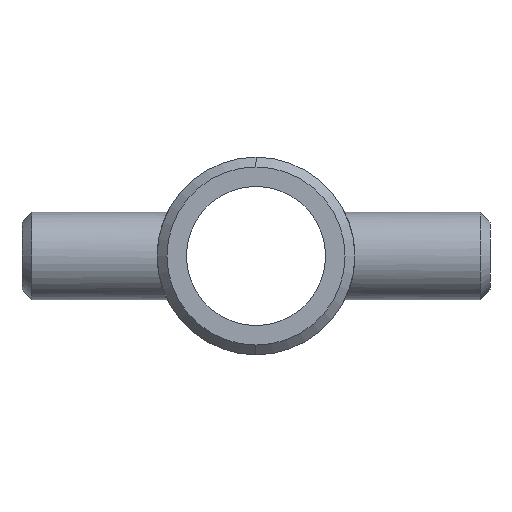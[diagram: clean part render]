
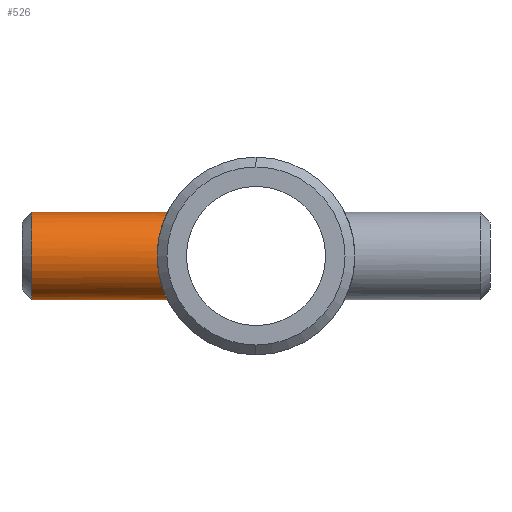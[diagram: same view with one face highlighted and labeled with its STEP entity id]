
A CAD part, left-side view. The second image highlights one B-rep face of the part: STEP entity #526.
In plain terms, the highlighted cylindrical face has radius 10.668 mm (diameter 21.336 mm), a partial arc.
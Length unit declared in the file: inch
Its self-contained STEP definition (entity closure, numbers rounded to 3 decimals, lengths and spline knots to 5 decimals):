
#10 = CARTESIAN_POINT ( 'NONE',  ( -0.34109, 0.91782, -0.24545 ) ) ;
#39 = CARTESIAN_POINT ( 'NONE',  ( -0.41654, 0.94847, 0.05562 ) ) ;
#44 = CARTESIAN_POINT ( 'NONE',  ( -0.17431, 0.86967, 0.38237 ) ) ;
#81 = CARTESIAN_POINT ( 'NONE',  ( 0., 2.15633, 0. ) ) ;
#88 = CARTESIAN_POINT ( 'NONE',  ( -0.30652, 0.90552, -0.28745 ) ) ;
#92 = CARTESIAN_POINT ( 'NONE',  ( -0.31561, 0.90865, -0.27744 ) ) ;
#110 = CARTESIAN_POINT ( 'NONE',  ( -0.3769, 0.9317, -0.18733 ) ) ;
#113 = ORIENTED_EDGE ( 'NONE', *, *, #602, .T. ) ;
#125 = CARTESIAN_POINT ( 'NONE',  ( -0.25656, 0.88963, 0.33365 ) ) ;
#130 = CARTESIAN_POINT ( 'NONE',  ( -0.11028, 0.85879, 0.40623 ) ) ;
#134 = CARTESIAN_POINT ( 'NONE',  ( -0.33337, 0.9149, 0.25692 ) ) ;
#161 = VERTEX_POINT ( 'NONE', #1057 ) ;
#181 = VERTEX_POINT ( 'NONE', #484 ) ;
#182 = CARTESIAN_POINT ( 'NONE',  ( 0., 0.85212, -0.42 ) ) ;
#189 = CARTESIAN_POINT ( 'NONE',  ( -0.1494, 0.86502, -0.39277 ) ) ;
#199 = EDGE_CURVE ( 'NONE', #684, #439, #262, .T. ) ;
#204 = CARTESIAN_POINT ( 'NONE',  ( -0.41446, 0.94756, 0.06936 ) ) ;
#210 = CARTESIAN_POINT ( 'NONE',  ( -0.22255, 0.88063, 0.35645 ) ) ;
#223 = DIRECTION ( 'NONE',  ( 0., 0., -1. ) ) ;
#262 = CIRCLE ( 'NONE', #855, 0.42 ) ;
#272 = ORIENTED_EDGE ( 'NONE', *, *, #199, .T. ) ;
#273 = CARTESIAN_POINT ( 'NONE',  ( -0.24537, 0.88667, -0.34114 ) ) ;
#279 = CARTESIAN_POINT ( 'NONE',  ( -0.13654, 0.86263, 0.39812 ) ) ;
#283 = CARTESIAN_POINT ( 'NONE',  ( -0.40561, 0.94372, 0.10986 ) ) ;
#297 = CARTESIAN_POINT ( 'NONE',  ( -0.39279, 0.93828, 0.14936 ) ) ;
#327 = CYLINDRICAL_SURFACE ( 'NONE', #821, 0.42 ) ;
#331 = CARTESIAN_POINT ( 'NONE',  ( -0.13633, 0.86285, -0.3975 ) ) ;
#336 = CARTESIAN_POINT ( 'NONE',  ( -0.364, 0.9265, -0.21132 ) ) ;
#369 = CARTESIAN_POINT ( 'NONE',  ( -0.02771, 0.85212, 0.42 ) ) ;
#374 = CARTESIAN_POINT ( 'NONE',  ( 0., 0.85212, 0.42 ) ) ;
#402 = FACE_OUTER_BOUND ( 'NONE', #838, .T. ) ;
#430 = CARTESIAN_POINT ( 'NONE',  ( -0.18739, 0.87212, -0.37688 ) ) ;
#436 = CARTESIAN_POINT ( 'NONE',  ( -0.39742, 0.94023, -0.13655 ) ) ;
#439 = VERTEX_POINT ( 'NONE', #805 ) ;
#440 = CARTESIAN_POINT ( 'NONE',  ( -0.05532, 0.85347, 0.41728 ) ) ;
#441 = LINE ( 'NONE', #787, #608 ) ;
#449 = CARTESIAN_POINT ( 'NONE',  ( -0.39752, 0.94027, 0.13628 ) ) ;
#482 = CARTESIAN_POINT ( 'NONE',  ( 0., 2.25, 0. ) ) ;
#484 = CARTESIAN_POINT ( 'NONE',  ( 0., 0.85212, -0.42 ) ) ;
#493 = CARTESIAN_POINT ( 'NONE',  ( -0.05575, 0.85351, -0.4172 ) ) ;
#498 = CARTESIAN_POINT ( 'NONE',  ( -0.2564, 0.8898, -0.33293 ) ) ;
#508 = CARTESIAN_POINT ( 'NONE',  ( -0.02815, 0.85212, -0.42 ) ) ;
#516 = CARTESIAN_POINT ( 'NONE',  ( -0.33288, 0.91479, -0.25647 ) ) ;
#520 = LINE ( 'NONE', #845, #942 ) ;
#526 = ADVANCED_FACE ( 'NONE', ( #402 ), #327, .T. ) ;
#528 = CARTESIAN_POINT ( 'NONE',  ( -0.21071, 0.8777, 0.36358 ) ) ;
#553 = DIRECTION ( 'NONE',  ( 0., -1., 0. ) ) ;
#597 = CARTESIAN_POINT ( 'NONE',  ( -0.40902, 0.94519, -0.09641 ) ) ;
#602 = EDGE_CURVE ( 'NONE', #181, #161, #927, .T. ) ;
#603 = DIRECTION ( 'NONE',  ( 0., -1., 0. ) ) ;
#607 = CARTESIAN_POINT ( 'NONE',  ( -0.41723, 0.94877, -0.05559 ) ) ;
#608 = VECTOR ( 'NONE', #691, 39.37008 ) ;
#675 = CARTESIAN_POINT ( 'NONE',  ( 0., 2.15633, 0.42 ) ) ;
#684 = VERTEX_POINT ( 'NONE', #675 ) ;
#691 = DIRECTION ( 'NONE',  ( 0., -1., 0. ) ) ;
#710 = EDGE_CURVE ( 'NONE', #439, #181, #520, .T. ) ;
#739 = CARTESIAN_POINT ( 'NONE',  ( -0.10977, 0.85906, -0.40564 ) ) ;
#774 = CARTESIAN_POINT ( 'NONE',  ( -0.41931, 0.9497, 0.02777 ) ) ;
#779 = CARTESIAN_POINT ( 'NONE',  ( -0.36375, 0.9264, 0.21173 ) ) ;
#785 = CARTESIAN_POINT ( 'NONE',  ( -0.37674, 0.93163, 0.18771 ) ) ;
#787 = CARTESIAN_POINT ( 'NONE',  ( 0., 2.25, 0.42 ) ) ;
#800 = DIRECTION ( 'NONE',  ( 0., 0., 1. ) ) ;
#805 = CARTESIAN_POINT ( 'NONE',  ( 0., 2.15633, -0.42 ) ) ;
#819 = CARTESIAN_POINT ( 'NONE',  ( -0.2874, 0.89923, -0.30656 ) ) ;
#821 = AXIS2_PLACEMENT_3D ( 'NONE', #482, #970, #223 ) ;
#825 = CARTESIAN_POINT ( 'NONE',  ( -0.27739, 0.89607, -0.31566 ) ) ;
#838 = EDGE_LOOP ( 'NONE', ( #984, #272, #913, #113 ) ) ;
#840 = CARTESIAN_POINT ( 'NONE',  ( -0.39274, 0.93825, -0.14949 ) ) ;
#845 = CARTESIAN_POINT ( 'NONE',  ( 0., 2.25, -0.42 ) ) ;
#855 = AXIS2_PLACEMENT_3D ( 'NONE', #81, #553, #800 ) ;
#857 = CARTESIAN_POINT ( 'NONE',  ( -0.18662, 0.87223, 0.37651 ) ) ;
#865 = CARTESIAN_POINT ( 'NONE',  ( -0.42001, 0.95, 0.01368 ) ) ;
#913 = ORIENTED_EDGE ( 'NONE', *, *, #710, .T. ) ;
#927 = B_SPLINE_CURVE_WITH_KNOTS ( 'NONE', 3,
 ( #182, #508, #493, #985, #739, #331, #189, #430, #1004, #273, #498, #825, #819, #88, #92, #516, #10, #336, #110, #840, #436, #1013, #597, #607, #934, #865, #774, #39, #204, #928, #283, #449, #297, #785, #779, #134, #938, #947, #125, #210, #528, #857, #44, #279, #130, #440, #369, #374 ),
 .UNSPECIFIED., .F., .F.,
 ( 4, 2, 2, 2, 2, 2, 2, 2, 2, 2, 2, 2, 2, 2, 2, 2, 2, 2, 2, 2, 2, 2, 2, 4 ),
 ( 0., 0.00211, 0.00317, 0.00422, 0.00634, 0.00739, 0.00845, 0.0095, 0.01056, 0.01267, 0.01373, 0.01478, 0.0169, 0.01795, 0.01901, 0.02006, 0.02112, 0.02323, 0.02535, 0.02746, 0.02851, 0.02957, 0.03168, 0.03379 ),
 .UNSPECIFIED. ) ;
#928 = CARTESIAN_POINT ( 'NONE',  ( -0.409, 0.94519, 0.09648 ) ) ;
#934 = CARTESIAN_POINT ( 'NONE',  ( -0.41998, 0.94999, -0.02807 ) ) ;
#938 = CARTESIAN_POINT ( 'NONE',  ( -0.3158, 0.90857, 0.27822 ) ) ;
#942 = VECTOR ( 'NONE', #603, 39.37008 ) ;
#947 = CARTESIAN_POINT ( 'NONE',  ( -0.27744, 0.89596, 0.31648 ) ) ;
#970 = DIRECTION ( 'NONE',  ( 0., -1., 0. ) ) ;
#984 = ORIENTED_EDGE ( 'NONE', *, *, #1017, .F. ) ;
#985 = CARTESIAN_POINT ( 'NONE',  ( -0.09636, 0.85744, -0.40903 ) ) ;
#1004 = CARTESIAN_POINT ( 'NONE',  ( -0.21135, 0.87766, -0.36397 ) ) ;
#1013 = CARTESIAN_POINT ( 'NONE',  ( -0.40557, 0.9437, -0.11003 ) ) ;
#1017 = EDGE_CURVE ( 'NONE', #684, #161, #441, .T. ) ;
#1057 = CARTESIAN_POINT ( 'NONE',  ( 0., 0.85212, 0.42 ) ) ;
